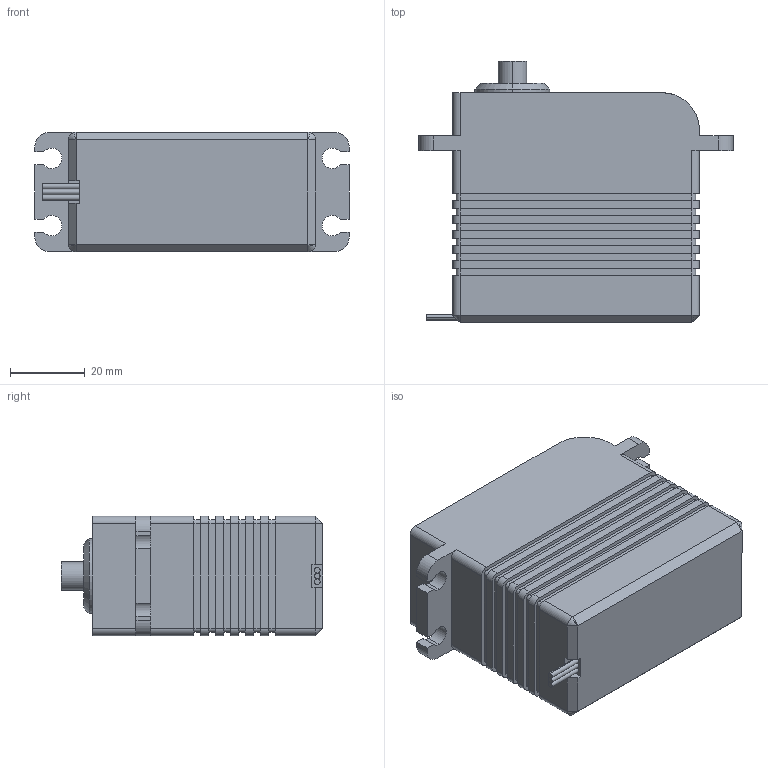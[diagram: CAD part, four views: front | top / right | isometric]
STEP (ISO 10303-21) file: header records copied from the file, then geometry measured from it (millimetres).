
FILE_DESCRIPTION (( 'STEP AP214' ), '1' );
FILE_NAME ('Hitec D845WP.STEP', '2017-11-26T17:41:26', ( '' ), ( '' ), 'SwSTEP 2.0', 'SolidWorks 2016', '' );
FILE_SCHEMA (( 'AUTOMOTIVE_DESIGN' ));
Length unit declared in the file: millimetre
Products named in the file (1): Hitec D845WP
Bounding box: 84 x 70 x 32 mm (x, y, z)
Volume: 129320.1 mm3; surface area: 19600.7 mm2
Topology: 1 solids, 1 shells, 302 faces, 805 edges, 527 vertices
Faces by surface type: plane 157, cylinder 85, bspline 52, cone 8
Entity records: 14591 total; most frequent: CARTESIAN_POINT 5196, ORIENTED_EDGE 1598, DIRECTION 1356, EDGE_CURVE 799, VERTEX_POINT 527, VECTOR 514, LINE 514, AXIS2_PLACEMENT_3D 421
